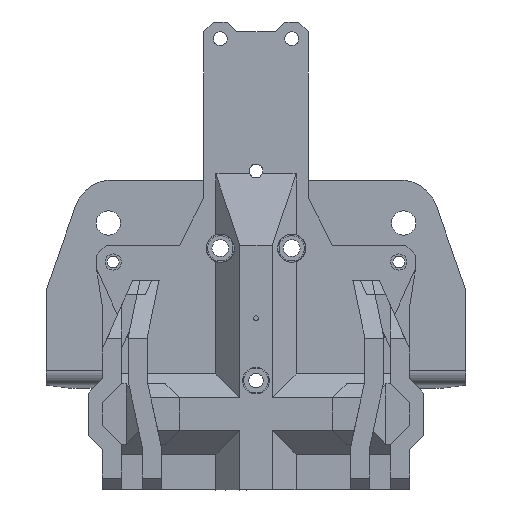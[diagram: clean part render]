
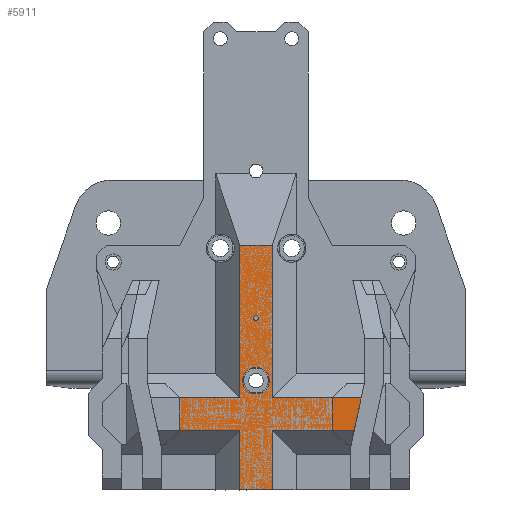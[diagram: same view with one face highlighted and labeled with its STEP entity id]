
A CAD part, front view. The second image highlights one B-rep face of the part: STEP entity #5911.
In plain terms, the highlighted planar face has unit normal (0, -1, 0).
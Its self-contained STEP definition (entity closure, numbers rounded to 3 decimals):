
#82=FACE_BOUND('',#805,.T.);
#83=FACE_BOUND('',#806,.T.);
#212=PLANE('',#6339);
#481=FACE_OUTER_BOUND('',#804,.T.);
#804=EDGE_LOOP('',(#4661,#4662,#4663,#4664,#4665,#4666,#4667,#4668,#4669,
#4670,#4671,#4672,#4673,#4674));
#805=EDGE_LOOP('',(#4675));
#806=EDGE_LOOP('',(#4676));
#1207=LINE('',#8697,#1919);
#1219=LINE('',#8721,#1931);
#1224=LINE('',#8732,#1936);
#1232=LINE('',#8747,#1944);
#1248=LINE('',#8783,#1960);
#1306=LINE('',#8920,#2018);
#1309=LINE('',#8927,#2021);
#1311=LINE('',#8932,#2023);
#1315=LINE('',#8940,#2027);
#1317=LINE('',#8944,#2029);
#1318=LINE('',#8946,#2030);
#1319=LINE('',#8947,#2031);
#1320=LINE('',#8948,#2032);
#1321=LINE('',#8949,#2033);
#1919=VECTOR('',#7092,10.);
#1931=VECTOR('',#7108,10.);
#1936=VECTOR('',#7115,10.);
#1944=VECTOR('',#7125,10.);
#1960=VECTOR('',#7151,10.);
#2018=VECTOR('',#7261,10.);
#2021=VECTOR('',#7266,10.);
#2023=VECTOR('',#7270,10.);
#2027=VECTOR('',#7276,10.);
#2029=VECTOR('',#7282,10.);
#2030=VECTOR('',#7283,10.);
#2031=VECTOR('',#7284,10.);
#2032=VECTOR('',#7285,10.);
#2033=VECTOR('',#7286,10.);
#2547=CIRCLE('',#6340,0.5);
#2548=CIRCLE('',#6341,2.8);
#2755=VERTEX_POINT('',#8694);
#2756=VERTEX_POINT('',#8696);
#2765=VERTEX_POINT('',#8718);
#2766=VERTEX_POINT('',#8720);
#2770=VERTEX_POINT('',#8729);
#2771=VERTEX_POINT('',#8731);
#2777=VERTEX_POINT('',#8745);
#2791=VERTEX_POINT('',#8780);
#2792=VERTEX_POINT('',#8782);
#2848=VERTEX_POINT('',#8925);
#2849=VERTEX_POINT('',#8930);
#2850=VERTEX_POINT('',#8931);
#2853=VERTEX_POINT('',#8939);
#2854=VERTEX_POINT('',#8945);
#2855=VERTEX_POINT('',#8950);
#2856=VERTEX_POINT('',#8952);
#3402=EDGE_CURVE('',#2756,#2755,#1207,.F.);
#3414=EDGE_CURVE('',#2765,#2766,#1219,.T.);
#3419=EDGE_CURVE('',#2770,#2771,#1224,.T.);
#3427=EDGE_CURVE('',#2777,#2770,#1232,.T.);
#3443=EDGE_CURVE('',#2791,#2792,#1248,.T.);
#3514=EDGE_CURVE('',#2765,#2756,#1306,.T.);
#3517=EDGE_CURVE('',#2777,#2848,#1309,.T.);
#3519=EDGE_CURVE('',#2849,#2850,#1311,.T.);
#3523=EDGE_CURVE('',#2853,#2791,#1315,.F.);
#3526=EDGE_CURVE('',#2849,#2848,#1317,.T.);
#3527=EDGE_CURVE('',#2850,#2854,#1318,.T.);
#3528=EDGE_CURVE('',#2854,#2766,#1319,.F.);
#3529=EDGE_CURVE('',#2755,#2792,#1320,.F.);
#3530=EDGE_CURVE('',#2853,#2771,#1321,.F.);
#3531=EDGE_CURVE('',#2855,#2855,#2547,.T.);
#3532=EDGE_CURVE('',#2856,#2856,#2548,.F.);
#4661=ORIENTED_EDGE('',*,*,#3419,.F.);
#4662=ORIENTED_EDGE('',*,*,#3427,.F.);
#4663=ORIENTED_EDGE('',*,*,#3517,.T.);
#4664=ORIENTED_EDGE('',*,*,#3526,.F.);
#4665=ORIENTED_EDGE('',*,*,#3519,.T.);
#4666=ORIENTED_EDGE('',*,*,#3527,.T.);
#4667=ORIENTED_EDGE('',*,*,#3528,.T.);
#4668=ORIENTED_EDGE('',*,*,#3414,.F.);
#4669=ORIENTED_EDGE('',*,*,#3514,.T.);
#4670=ORIENTED_EDGE('',*,*,#3402,.T.);
#4671=ORIENTED_EDGE('',*,*,#3529,.T.);
#4672=ORIENTED_EDGE('',*,*,#3443,.F.);
#4673=ORIENTED_EDGE('',*,*,#3523,.F.);
#4674=ORIENTED_EDGE('',*,*,#3530,.T.);
#4675=ORIENTED_EDGE('',*,*,#3531,.T.);
#4676=ORIENTED_EDGE('',*,*,#3532,.T.);
#5911=ADVANCED_FACE('',(#481,#82,#83),#212,.F.);
#6339=AXIS2_PLACEMENT_3D('',#8943,#7280,#7281);
#6340=AXIS2_PLACEMENT_3D('',#8951,#7287,#7288);
#6341=AXIS2_PLACEMENT_3D('',#8953,#7289,#7290);
#7092=DIRECTION('',(1.,0.,0.));
#7108=DIRECTION('',(-1.,0.,0.));
#7115=DIRECTION('',(0.,0.,1.));
#7125=DIRECTION('',(-1.,0.,0.));
#7151=DIRECTION('',(1.,0.,0.));
#7261=DIRECTION('',(0.,0.,1.));
#7266=DIRECTION('',(0.,0.,-1.));
#7270=DIRECTION('',(0.,0.,1.));
#7276=DIRECTION('',(0.,0.,-1.));
#7280=DIRECTION('center_axis',(0.,1.,0.));
#7281=DIRECTION('ref_axis',(-1.,0.,0.));
#7282=DIRECTION('',(-1.,0.,0.));
#7283=DIRECTION('',(1.,0.,0.));
#7284=DIRECTION('',(0.,0.,-1.));
#7285=DIRECTION('',(0.,0.,-1.));
#7286=DIRECTION('',(1.,0.,0.));
#7287=DIRECTION('center_axis',(0.,1.,0.));
#7288=DIRECTION('ref_axis',(1.,0.,0.));
#7289=DIRECTION('center_axis',(0.,-1.,0.));
#7290=DIRECTION('ref_axis',(-1.,0.,0.));
#8694=CARTESIAN_POINT('',(3.652,-11.9,-16.536));
#8696=CARTESIAN_POINT('',(24.575,-11.9,-16.536));
#8697=CARTESIAN_POINT('',(14.856,-11.9,-16.536));
#8718=CARTESIAN_POINT('',(24.575,-11.9,-23.364));
#8720=CARTESIAN_POINT('',(3.652,-11.9,-23.364));
#8721=CARTESIAN_POINT('',(14.856,-11.9,-23.364));
#8729=CARTESIAN_POINT('',(-15.793,-11.9,-23.364));
#8731=CARTESIAN_POINT('',(-15.793,-11.9,-16.536));
#8732=CARTESIAN_POINT('',(-15.793,-11.9,-31.4));
#8745=CARTESIAN_POINT('',(-3.177,-11.9,-23.364));
#8747=CARTESIAN_POINT('',(14.856,-11.9,-23.364));
#8780=CARTESIAN_POINT('',(-3.177,-11.9,15.475));
#8782=CARTESIAN_POINT('',(3.652,-11.9,15.475));
#8783=CARTESIAN_POINT('',(-1.762,-11.9,15.475));
#8920=CARTESIAN_POINT('',(24.575,-11.9,-26.925));
#8925=CARTESIAN_POINT('',(-3.177,-11.9,-35.9));
#8927=CARTESIAN_POINT('',(-3.177,-11.9,-10.612));
#8930=CARTESIAN_POINT('',(-1.762,-11.9,-35.9));
#8931=CARTESIAN_POINT('',(-1.762,-11.9,-35.9));
#8932=CARTESIAN_POINT('',(-1.762,-11.9,-10.612));
#8939=CARTESIAN_POINT('',(-3.177,-11.9,-16.536));
#8940=CARTESIAN_POINT('',(-3.177,-11.9,-10.612));
#8943=CARTESIAN_POINT('Origin',(2.238,-11.9,-35.9));
#8944=CARTESIAN_POINT('',(-1.012,-11.9,-35.9));
#8945=CARTESIAN_POINT('',(3.652,-11.9,-35.9));
#8946=CARTESIAN_POINT('',(-1.762,-11.9,-35.9));
#8947=CARTESIAN_POINT('',(3.652,-11.9,-35.9));
#8948=CARTESIAN_POINT('',(3.652,-11.9,-35.9));
#8949=CARTESIAN_POINT('',(14.856,-11.9,-16.536));
#8950=CARTESIAN_POINT('',(-0.262,-11.9,0.176));
#8951=CARTESIAN_POINT('Origin',(0.238,-11.9,0.176));
#8952=CARTESIAN_POINT('',(3.038,-11.9,-12.924));
#8953=CARTESIAN_POINT('Origin',(0.238,-11.9,-12.924));
